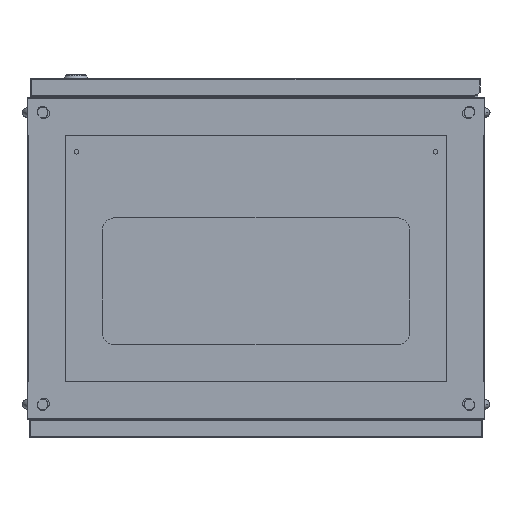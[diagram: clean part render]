
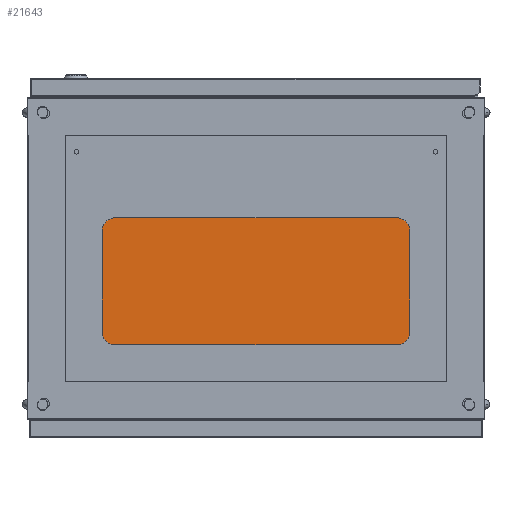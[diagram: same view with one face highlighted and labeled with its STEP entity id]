
A CAD part, front view. The second image highlights one B-rep face of the part: STEP entity #21643.
In plain terms, the highlighted planar face has unit normal (0, -1, 0).
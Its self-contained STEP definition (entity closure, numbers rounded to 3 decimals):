
#1201 = CARTESIAN_POINT ( 'NONE',  ( 0., 1336.7, -150. ) ) ;
#2319 = EDGE_LOOP ( 'NONE', ( #78780, #27422 ) ) ;
#2832 = LINE ( 'NONE', #57866, #53576 ) ;
#5370 = VECTOR ( 'NONE', #44281, 1000. ) ;
#6592 = CARTESIAN_POINT ( 'NONE',  ( 0., 1336.7, -132. ) ) ;
#7469 = CIRCLE ( 'NONE', #13619, 18. ) ;
#7725 = DIRECTION ( 'NONE',  ( 0., 0., 1. ) ) ;
#7847 = DIRECTION ( 'NONE',  ( 0., 0., 1. ) ) ;
#7891 = DIRECTION ( 'NONE',  ( 0., 1., 0. ) ) ;
#9914 = LINE ( 'NONE', #59468, #43060 ) ;
#9924 = DIRECTION ( 'NONE',  ( 0., -1., 0. ) ) ;
#9981 = CIRCLE ( 'NONE', #24102, 18. ) ;
#10431 = ORIENTED_EDGE ( 'NONE', *, *, #18939, .F. ) ;
#10707 = EDGE_LOOP ( 'NONE', ( #51927, #12314, #43781, #75297 ) ) ;
#10786 = EDGE_LOOP ( 'NONE', ( #66384, #13811 ) ) ;
#10840 = DIRECTION ( 'NONE',  ( 0., -1., 0. ) ) ;
#11129 = CARTESIAN_POINT ( 'NONE',  ( -140., 1336.7, -150. ) ) ;
#11972 = DIRECTION ( 'NONE',  ( 0., -1., 0. ) ) ;
#12029 = EDGE_LOOP ( 'NONE', ( #10431, #51896 ) ) ;
#12314 = ORIENTED_EDGE ( 'NONE', *, *, #33303, .T. ) ;
#13619 = AXIS2_PLACEMENT_3D ( 'NONE', #50467, #10840, #57135 ) ;
#13811 = ORIENTED_EDGE ( 'NONE', *, *, #80572, .F. ) ;
#13860 = VERTEX_POINT ( 'NONE', #19233 ) ;
#13997 = DIRECTION ( 'NONE',  ( 0., -1., 0. ) ) ;
#14541 = FACE_BOUND ( 'NONE', #12029, .T. ) ;
#17754 = DIRECTION ( 'NONE',  ( 0., 0., 1. ) ) ;
#18479 = VERTEX_POINT ( 'NONE', #6592 ) ;
#18939 = EDGE_CURVE ( 'NONE', #85290, #42725, #85512, .T. ) ;
#18970 = AXIS2_PLACEMENT_3D ( 'NONE', #80588, #7891, #54201 ) ;
#19233 = CARTESIAN_POINT ( 'NONE',  ( -140., 1336.7, -132. ) ) ;
#19306 = ORIENTED_EDGE ( 'NONE', *, *, #83108, .F. ) ;
#19379 = DIRECTION ( 'NONE',  ( 0., -1., 0. ) ) ;
#21643 = ADVANCED_FACE ( 'NONE', ( #85059, #51859, #49794, #32240, #14541, #82984 ), #47563, .F. ) ;
#22968 = LINE ( 'NONE', #70612, #5370 ) ;
#23392 = CIRCLE ( 'NONE', #42565, 18. ) ;
#24102 = AXIS2_PLACEMENT_3D ( 'NONE', #24469, #70821, #31186 ) ;
#24469 = CARTESIAN_POINT ( 'NONE',  ( 70., 1336.7, -150. ) ) ;
#25481 = VERTEX_POINT ( 'NONE', #47517 ) ;
#26495 = DIRECTION ( 'NONE',  ( -1., 0., 0. ) ) ;
#27422 = ORIENTED_EDGE ( 'NONE', *, *, #41471, .F. ) ;
#27526 = CARTESIAN_POINT ( 'NONE',  ( 283.5, 1336.7, 210. ) ) ;
#27617 = DIRECTION ( 'NONE',  ( 0., -1., 0. ) ) ;
#28034 = EDGE_CURVE ( 'NONE', #25481, #48332, #73638, .T. ) ;
#30160 = AXIS2_PLACEMENT_3D ( 'NONE', #30857, #77177, #37524 ) ;
#30857 = CARTESIAN_POINT ( 'NONE',  ( 0., 1336.7, -150. ) ) ;
#31186 = DIRECTION ( 'NONE',  ( 0., 0., 1. ) ) ;
#32240 = FACE_BOUND ( 'NONE', #2319, .T. ) ;
#33303 = EDGE_CURVE ( 'NONE', #69480, #53340, #81515, .T. ) ;
#33342 = AXIS2_PLACEMENT_3D ( 'NONE', #51622, #11972, #58274 ) ;
#33636 = EDGE_CURVE ( 'NONE', #13860, #60742, #23392, .T. ) ;
#35995 = CIRCLE ( 'NONE', #30160, 18. ) ;
#36134 = EDGE_LOOP ( 'NONE', ( #19306, #56159 ) ) ;
#36321 = CARTESIAN_POINT ( 'NONE',  ( 70., 1336.7, -168. ) ) ;
#36343 = EDGE_CURVE ( 'NONE', #42725, #85290, #60158, .T. ) ;
#37524 = DIRECTION ( 'NONE',  ( 0., 0., 1. ) ) ;
#37876 = CARTESIAN_POINT ( 'NONE',  ( -283.5, 1336.7, -208.5 ) ) ;
#40915 = EDGE_CURVE ( 'NONE', #80888, #52813, #2832, .T. ) ;
#41471 = EDGE_CURVE ( 'NONE', #54147, #51247, #9981, .T. ) ;
#41819 = CARTESIAN_POINT ( 'NONE',  ( 70., 1336.7, -132. ) ) ;
#42565 = AXIS2_PLACEMENT_3D ( 'NONE', #11129, #57418, #17754 ) ;
#42725 = VERTEX_POINT ( 'NONE', #50907 ) ;
#43060 = VECTOR ( 'NONE', #26495, 1000. ) ;
#43781 = ORIENTED_EDGE ( 'NONE', *, *, #45849, .T. ) ;
#44281 = DIRECTION ( 'NONE',  ( -1., 0., 0. ) ) ;
#44908 = DIRECTION ( 'NONE',  ( 0., 0., 1. ) ) ;
#45849 = EDGE_CURVE ( 'NONE', #53340, #52813, #22968, .T. ) ;
#46185 = CARTESIAN_POINT ( 'NONE',  ( -70., 1336.7, -132. ) ) ;
#47380 = CARTESIAN_POINT ( 'NONE',  ( 283.5, 1336.7, 210. ) ) ;
#47512 = DIRECTION ( 'NONE',  ( 0., -1., 0. ) ) ;
#47517 = CARTESIAN_POINT ( 'NONE',  ( -70., 1336.7, -168. ) ) ;
#47563 = PLANE ( 'NONE',  #18970 ) ;
#48332 = VERTEX_POINT ( 'NONE', #46185 ) ;
#48345 = VECTOR ( 'NONE', #7725, 1000. ) ;
#49341 = EDGE_CURVE ( 'NONE', #60742, #13860, #64108, .T. ) ;
#49507 = CARTESIAN_POINT ( 'NONE',  ( 283.5, 1336.7, -208.5 ) ) ;
#49555 = CARTESIAN_POINT ( 'NONE',  ( -70., 1336.7, -150. ) ) ;
#49794 = FACE_BOUND ( 'NONE', #10786, .T. ) ;
#50437 = AXIS2_PLACEMENT_3D ( 'NONE', #67229, #27617, #73914 ) ;
#50467 = CARTESIAN_POINT ( 'NONE',  ( -70., 1336.7, -150. ) ) ;
#50907 = CARTESIAN_POINT ( 'NONE',  ( 140., 1336.7, -168. ) ) ;
#51247 = VERTEX_POINT ( 'NONE', #41819 ) ;
#51622 = CARTESIAN_POINT ( 'NONE',  ( 140., 1336.7, -150. ) ) ;
#51859 = FACE_BOUND ( 'NONE', #36134, .T. ) ;
#51896 = ORIENTED_EDGE ( 'NONE', *, *, #36343, .F. ) ;
#51927 = ORIENTED_EDGE ( 'NONE', *, *, #55573, .F. ) ;
#52144 = AXIS2_PLACEMENT_3D ( 'NONE', #49555, #9924, #56222 ) ;
#52813 = VERTEX_POINT ( 'NONE', #80613 ) ;
#53340 = VERTEX_POINT ( 'NONE', #27526 ) ;
#53576 = VECTOR ( 'NONE', #44908, 1000. ) ;
#53681 = CARTESIAN_POINT ( 'NONE',  ( -140., 1336.7, -150. ) ) ;
#54147 = VERTEX_POINT ( 'NONE', #36321 ) ;
#54201 = DIRECTION ( 'NONE',  ( 0., 0., 1. ) ) ;
#55573 = EDGE_CURVE ( 'NONE', #69480, #80888, #9914, .T. ) ;
#56159 = ORIENTED_EDGE ( 'NONE', *, *, #28034, .F. ) ;
#56222 = DIRECTION ( 'NONE',  ( 0., 0., 1. ) ) ;
#56283 = EDGE_CURVE ( 'NONE', #18479, #70043, #78319, .T. ) ;
#56749 = ORIENTED_EDGE ( 'NONE', *, *, #33636, .F. ) ;
#57135 = DIRECTION ( 'NONE',  ( 0., 0., 1. ) ) ;
#57418 = DIRECTION ( 'NONE',  ( 0., -1., 0. ) ) ;
#57866 = CARTESIAN_POINT ( 'NONE',  ( -283.5, 1336.7, 210. ) ) ;
#58274 = DIRECTION ( 'NONE',  ( 0., 0., 1. ) ) ;
#58653 = EDGE_CURVE ( 'NONE', #51247, #54147, #70550, .T. ) ;
#59064 = CARTESIAN_POINT ( 'NONE',  ( 70., 1336.7, -150. ) ) ;
#59468 = CARTESIAN_POINT ( 'NONE',  ( 705.644, 1336.7, -208.5 ) ) ;
#60158 = CIRCLE ( 'NONE', #33342, 18. ) ;
#60350 = DIRECTION ( 'NONE',  ( 0., 0., 1. ) ) ;
#60742 = VERTEX_POINT ( 'NONE', #62712 ) ;
#61245 = AXIS2_PLACEMENT_3D ( 'NONE', #59064, #19379, #65718 ) ;
#62712 = CARTESIAN_POINT ( 'NONE',  ( -140., 1336.7, -168. ) ) ;
#64108 = CIRCLE ( 'NONE', #75134, 18. ) ;
#65718 = DIRECTION ( 'NONE',  ( 0., 0., 1. ) ) ;
#66384 = ORIENTED_EDGE ( 'NONE', *, *, #56283, .F. ) ;
#67229 = CARTESIAN_POINT ( 'NONE',  ( 140., 1336.7, -150. ) ) ;
#67881 = CARTESIAN_POINT ( 'NONE',  ( 140., 1336.7, -132. ) ) ;
#69107 = ORIENTED_EDGE ( 'NONE', *, *, #49341, .F. ) ;
#69480 = VERTEX_POINT ( 'NONE', #49507 ) ;
#70043 = VERTEX_POINT ( 'NONE', #75762 ) ;
#70550 = CIRCLE ( 'NONE', #61245, 18. ) ;
#70612 = CARTESIAN_POINT ( 'NONE',  ( 705.644, 1336.7, 210. ) ) ;
#70821 = DIRECTION ( 'NONE',  ( 0., -1., 0. ) ) ;
#73638 = CIRCLE ( 'NONE', #52144, 18. ) ;
#73914 = DIRECTION ( 'NONE',  ( 0., 0., 1. ) ) ;
#75134 = AXIS2_PLACEMENT_3D ( 'NONE', #53681, #13997, #60350 ) ;
#75297 = ORIENTED_EDGE ( 'NONE', *, *, #40915, .F. ) ;
#75762 = CARTESIAN_POINT ( 'NONE',  ( 0., 1336.7, -168. ) ) ;
#77177 = DIRECTION ( 'NONE',  ( 0., -1., 0. ) ) ;
#78319 = CIRCLE ( 'NONE', #83831, 18. ) ;
#78780 = ORIENTED_EDGE ( 'NONE', *, *, #58653, .F. ) ;
#80572 = EDGE_CURVE ( 'NONE', #70043, #18479, #35995, .T. ) ;
#80588 = CARTESIAN_POINT ( 'NONE',  ( 705.644, 1336.7, 210. ) ) ;
#80613 = CARTESIAN_POINT ( 'NONE',  ( -283.5, 1336.7, 210. ) ) ;
#80888 = VERTEX_POINT ( 'NONE', #37876 ) ;
#81515 = LINE ( 'NONE', #47380, #48345 ) ;
#82984 = FACE_OUTER_BOUND ( 'NONE', #10707, .T. ) ;
#83108 = EDGE_CURVE ( 'NONE', #48332, #25481, #7469, .T. ) ;
#83831 = AXIS2_PLACEMENT_3D ( 'NONE', #1201, #47512, #7847 ) ;
#84999 = EDGE_LOOP ( 'NONE', ( #56749, #69107 ) ) ;
#85059 = FACE_BOUND ( 'NONE', #84999, .T. ) ;
#85290 = VERTEX_POINT ( 'NONE', #67881 ) ;
#85512 = CIRCLE ( 'NONE', #50437, 18. ) ;
